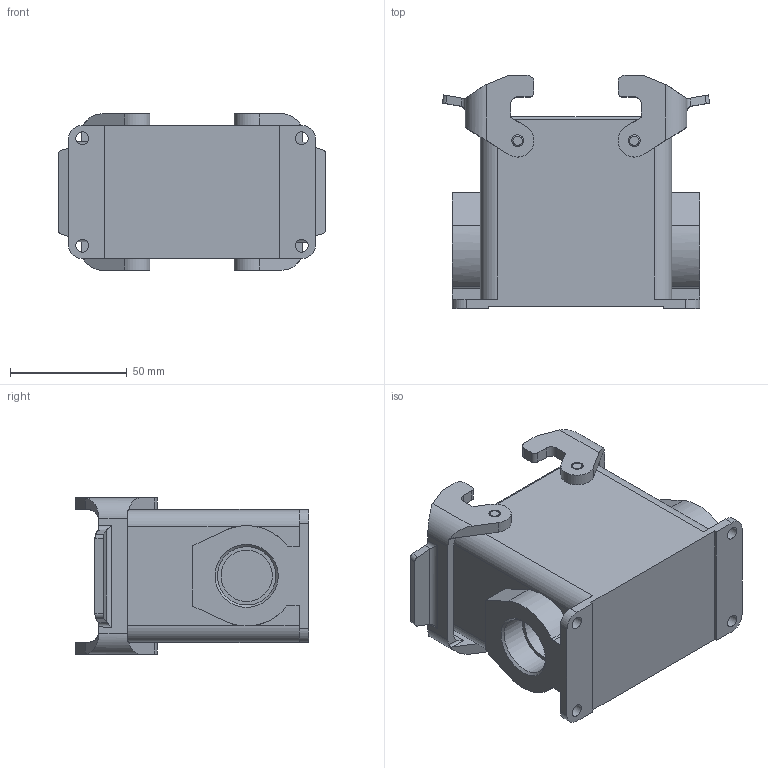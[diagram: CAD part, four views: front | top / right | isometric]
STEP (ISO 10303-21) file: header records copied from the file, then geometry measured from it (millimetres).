
FILE_DESCRIPTION(/* description */ (''),/* implementation_level */ '2;1');
FILE_NAME(/* name */ '100094857ugm000_b.stp',/* time_stamp */ '2017-11-06T10:08:39+01:00',/* author */ (''),/* organization */ (''),/* preprocessor_version */ 'ST-DEVELOPER v16',/* originating_system */ 'SIEMENS PLM Software NX 10.0',/* authorisation */ '');
FILE_SCHEMA (('AUTOMOTIVE_DESIGN { 1 0 10303 214 3 1 1 1 }'));
Length unit declared in the file: millimetre
Products named in the file (1): 100094857ugm000_b
Bounding box: 114.49 x 99.8 x 67 mm (x, y, z)
Volume: 180229.8 mm3; surface area: 68217.3 mm2
Topology: 1 solids, 1 shells, 360 faces, 945 edges, 619 vertices
Faces by surface type: plane 226, cylinder 120, bspline 12, cone 2
Full cylindrical faces by diameter (mm): 0.95 x1, 1.05 x1, 3 x8, 5 x4, 5.5 x4, 22 x2, 25 x2
Entity records: 12446 total; most frequent: CARTESIAN_POINT 2845, ORIENTED_EDGE 1834, DIRECTION 1763, EDGE_CURVE 917, LINE 635, VECTOR 635, VERTEX_POINT 614, AXIS2_PLACEMENT_3D 564
